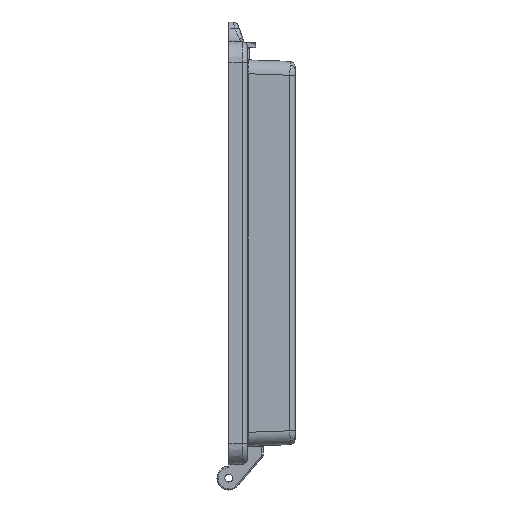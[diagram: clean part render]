
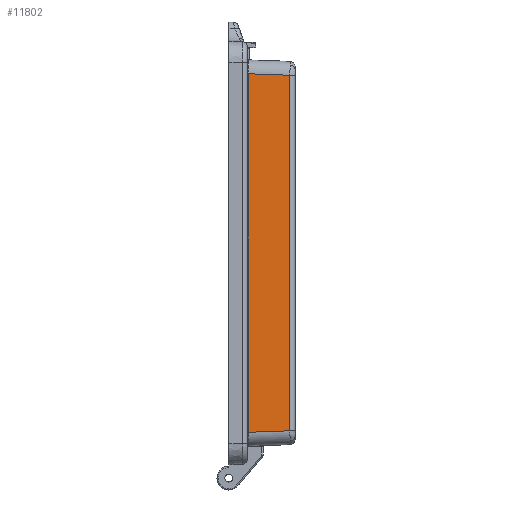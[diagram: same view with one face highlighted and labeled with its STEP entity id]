
A CAD part, left-side view. The second image highlights one B-rep face of the part: STEP entity #11802.
In plain terms, the highlighted planar face has unit normal (-0.999, -0.035, 0).
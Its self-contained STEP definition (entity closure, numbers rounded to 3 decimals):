
#1449=FACE_OUTER_BOUND('',#2168,.T.);
#2168=EDGE_LOOP('',(#10341,#10342,#10343,#10344));
#3187=LINE('',#20107,#4144);
#3283=LINE('',#21520,#4240);
#3298=LINE('',#21837,#4255);
#3305=LINE('',#22106,#4262);
#4144=VECTOR('',#13988,1000.);
#4240=VECTOR('',#14414,1000.);
#4255=VECTOR('',#14469,1000.);
#4262=VECTOR('',#14482,1000.);
#5132=VERTEX_POINT('',#20025);
#5134=VERTEX_POINT('',#20103);
#5310=VERTEX_POINT('',#21513);
#5313=VERTEX_POINT('',#21518);
#6467=EDGE_CURVE('',#5134,#5132,#3187,.T.);
#6712=EDGE_CURVE('',#5310,#5313,#3283,.T.);
#6745=EDGE_CURVE('',#5132,#5310,#3298,.T.);
#6759=EDGE_CURVE('',#5313,#5134,#3305,.T.);
#10341=ORIENTED_EDGE('',*,*,#6759,.T.);
#10342=ORIENTED_EDGE('',*,*,#6467,.T.);
#10343=ORIENTED_EDGE('',*,*,#6745,.T.);
#10344=ORIENTED_EDGE('',*,*,#6712,.T.);
#11191=PLANE('',#12856);
#11802=ADVANCED_FACE('',(#1449),#11191,.T.);
#12856=AXIS2_PLACEMENT_3D('',#23848,#15653,#15654);
#13988=DIRECTION('',(0.,0.,-1.));
#14414=DIRECTION('',(0.,0.,1.));
#14469=DIRECTION('',(0.035,-0.999,0.035));
#14482=DIRECTION('',(-0.035,0.999,0.035));
#15653=DIRECTION('center_axis',(-0.999,-0.035,0.));
#15654=DIRECTION('ref_axis',(0.035,-0.999,0.));
#20025=CARTESIAN_POINT('',(-122.947,-7.241,-67.696));
#20103=CARTESIAN_POINT('',(-122.947,-7.241,67.696));
#20107=CARTESIAN_POINT('',(-122.947,-7.241,-67.705));
#21513=CARTESIAN_POINT('',(-122.394,-23.07,-67.144));
#21518=CARTESIAN_POINT('',(-122.394,-23.07,67.144));
#21520=CARTESIAN_POINT('',(-122.394,-23.07,67.076));
#21837=CARTESIAN_POINT('',(-123.028,-4.917,-67.778));
#22106=CARTESIAN_POINT('',(-123.206,0.183,67.956));
#23848=CARTESIAN_POINT('Origin',(-123.2,0.,73.2));
